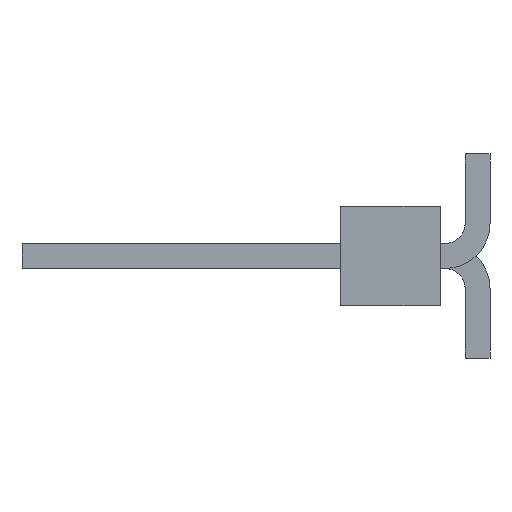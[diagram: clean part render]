
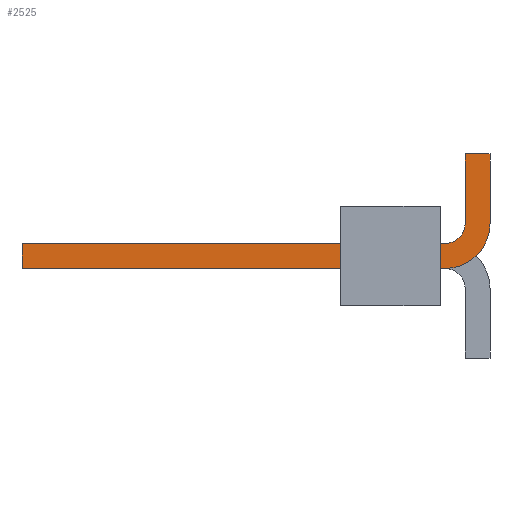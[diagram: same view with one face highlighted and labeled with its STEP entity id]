
A CAD part, left-side view. The second image highlights one B-rep face of the part: STEP entity #2525.
In plain terms, the highlighted planar face has unit normal (-1, 0, 0).
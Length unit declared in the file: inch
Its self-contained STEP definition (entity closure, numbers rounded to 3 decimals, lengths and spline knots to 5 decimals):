
#34=CIRCLE('',#2659,0.045);
#42=CIRCLE('',#2671,0.02);
#337=ORIENTED_EDGE('',*,*,#876,.T.);
#338=ORIENTED_EDGE('',*,*,#896,.F.);
#339=ORIENTED_EDGE('',*,*,#894,.F.);
#340=ORIENTED_EDGE('',*,*,#891,.F.);
#341=ORIENTED_EDGE('',*,*,#887,.T.);
#342=ORIENTED_EDGE('',*,*,#833,.F.);
#343=ORIENTED_EDGE('',*,*,#952,.F.);
#344=ORIENTED_EDGE('',*,*,#956,.F.);
#345=ORIENTED_EDGE('',*,*,#933,.F.);
#346=ORIENTED_EDGE('',*,*,#799,.F.);
#347=ORIENTED_EDGE('',*,*,#814,.F.);
#348=ORIENTED_EDGE('',*,*,#783,.F.);
#349=ORIENTED_EDGE('',*,*,#939,.F.);
#350=ORIENTED_EDGE('',*,*,#958,.F.);
#351=ORIENTED_EDGE('',*,*,#946,.F.);
#352=ORIENTED_EDGE('',*,*,#853,.F.);
#783=EDGE_CURVE('',#1143,#1144,#1383,.T.);
#799=EDGE_CURVE('',#1159,#1160,#1399,.T.);
#814=EDGE_CURVE('',#1144,#1159,#1414,.T.);
#833=EDGE_CURVE('',#1183,#1184,#1433,.T.);
#853=EDGE_CURVE('',#1203,#1204,#1453,.T.);
#876=EDGE_CURVE('',#1203,#1224,#34,.F.);
#887=EDGE_CURVE('',#1232,#1184,#42,.T.);
#891=EDGE_CURVE('',#1232,#1234,#1479,.T.);
#894=EDGE_CURVE('',#1234,#1236,#1482,.T.);
#896=EDGE_CURVE('',#1236,#1224,#1484,.T.);
#933=EDGE_CURVE('',#1160,#1255,#1515,.T.);
#939=EDGE_CURVE('',#1258,#1143,#1521,.T.);
#946=EDGE_CURVE('',#1204,#1259,#1528,.T.);
#952=EDGE_CURVE('',#1262,#1183,#1534,.T.);
#956=EDGE_CURVE('',#1255,#1262,#1538,.T.);
#958=EDGE_CURVE('',#1259,#1258,#1540,.T.);
#1143=VERTEX_POINT('',#3433);
#1144=VERTEX_POINT('',#3435);
#1159=VERTEX_POINT('',#3469);
#1160=VERTEX_POINT('',#3471);
#1183=VERTEX_POINT('',#3538);
#1184=VERTEX_POINT('',#3540);
#1203=VERTEX_POINT('',#3583);
#1204=VERTEX_POINT('',#3585);
#1224=VERTEX_POINT('',#3633);
#1232=VERTEX_POINT('',#3657);
#1234=VERTEX_POINT('',#3662);
#1236=VERTEX_POINT('',#3668);
#1255=VERTEX_POINT('',#3743);
#1258=VERTEX_POINT('',#3751);
#1259=VERTEX_POINT('',#3761);
#1262=VERTEX_POINT('',#3769);
#1383=LINE('',#3434,#1723);
#1399=LINE('',#3470,#1739);
#1414=LINE('',#3502,#1754);
#1433=LINE('',#3539,#1773);
#1453=LINE('',#3584,#1793);
#1479=LINE('',#3664,#1819);
#1482=LINE('',#3670,#1822);
#1484=LINE('',#3673,#1824);
#1515=LINE('',#3742,#1855);
#1521=LINE('',#3752,#1861);
#1528=LINE('',#3760,#1868);
#1534=LINE('',#3770,#1874);
#1538=LINE('',#3775,#1878);
#1540=LINE('',#3778,#1880);
#1723=VECTOR('',#2787,39.37008);
#1739=VECTOR('',#2811,39.37008);
#1754=VECTOR('',#2834,39.37008);
#1773=VECTOR('',#2867,39.37008);
#1793=VECTOR('',#2897,39.37008);
#1819=VECTOR('',#2969,39.37008);
#1822=VECTOR('',#2974,39.37008);
#1824=VECTOR('',#2978,39.37008);
#1855=VECTOR('',#3049,39.37008);
#1861=VECTOR('',#3055,39.37008);
#1868=VECTOR('',#3064,39.37008);
#1874=VECTOR('',#3070,39.37008);
#1878=VECTOR('',#3076,39.37008);
#1880=VECTOR('',#3080,39.37008);
#2119=EDGE_LOOP('',(#337,#338,#339,#340,#341,#342,#343,#344,#345,#346,#347,
#348,#349,#350,#351,#352));
#2265=FACE_BOUND('',#2119,.T.);
#2397=PLANE('',#2700);
#2525=ADVANCED_FACE('',(#2265),#2397,.F.);
#2659=AXIS2_PLACEMENT_3D('',#3634,#2935,#2936);
#2671=AXIS2_PLACEMENT_3D('',#3656,#2962,#2963);
#2700=AXIS2_PLACEMENT_3D('',#3788,#3089,#3090);
#2787=DIRECTION('',(0.,1.,0.));
#2811=DIRECTION('',(0.,-1.,0.));
#2834=DIRECTION('',(0.,0.,1.));
#2867=DIRECTION('',(0.,-1.,0.));
#2897=DIRECTION('',(0.,1.,0.));
#2935=DIRECTION('',(1.,0.,0.));
#2936=DIRECTION('',(0.,0.,-1.));
#2962=DIRECTION('',(1.,0.,0.));
#2963=DIRECTION('',(0.,0.,-1.));
#2969=DIRECTION('',(0.,0.,1.));
#2974=DIRECTION('',(0.,-1.,0.));
#2978=DIRECTION('',(0.,0.,-1.));
#3049=DIRECTION('',(0.,0.,1.));
#3055=DIRECTION('',(0.,0.,1.));
#3064=DIRECTION('',(0.,0.,-1.));
#3070=DIRECTION('',(0.,0.,-1.));
#3076=DIRECTION('',(0.,-1.,0.));
#3080=DIRECTION('',(0.,1.,0.));
#3089=DIRECTION('',(1.,0.,0.));
#3090=DIRECTION('',(0.,0.,-1.));
#3433=CARTESIAN_POINT('',(-0.2125,0.105,-0.0125));
#3434=CARTESIAN_POINT('',(-0.2125,0.045,-0.0125));
#3435=CARTESIAN_POINT('',(-0.2125,0.47,-0.0125));
#3469=CARTESIAN_POINT('',(-0.2125,0.47,0.0125));
#3470=CARTESIAN_POINT('',(-0.2125,0.47,0.0125));
#3471=CARTESIAN_POINT('',(-0.2125,0.105,0.0125));
#3502=CARTESIAN_POINT('',(-0.2125,0.47,-0.0125));
#3538=CARTESIAN_POINT('',(-0.2125,0.1,0.0125));
#3539=CARTESIAN_POINT('',(-0.2125,0.47,0.0125));
#3540=CARTESIAN_POINT('',(-0.2125,0.045,0.0125));
#3583=CARTESIAN_POINT('',(-0.2125,0.045,-0.0125));
#3584=CARTESIAN_POINT('',(-0.2125,0.045,-0.0125));
#3585=CARTESIAN_POINT('',(-0.2125,0.1,-0.0125));
#3633=CARTESIAN_POINT('',(-0.2125,0.,0.0325));
#3634=CARTESIAN_POINT('',(-0.2125,0.045,0.0325));
#3656=CARTESIAN_POINT('',(-0.2125,0.045,0.0325));
#3657=CARTESIAN_POINT('',(-0.2125,0.025,0.0325));
#3662=CARTESIAN_POINT('',(-0.2125,0.025,0.1025));
#3664=CARTESIAN_POINT('',(-0.2125,0.025,0.0325));
#3668=CARTESIAN_POINT('',(-0.2125,0.,0.1025));
#3670=CARTESIAN_POINT('',(-0.2125,0.025,0.1025));
#3673=CARTESIAN_POINT('',(-0.2125,0.,0.1025));
#3742=CARTESIAN_POINT('',(-0.2125,0.105,-0.0145));
#3743=CARTESIAN_POINT('',(-0.2125,0.105,0.0145));
#3751=CARTESIAN_POINT('',(-0.2125,0.105,-0.0145));
#3752=CARTESIAN_POINT('',(-0.2125,0.105,-0.0145));
#3760=CARTESIAN_POINT('',(-0.2125,0.1,0.0145));
#3761=CARTESIAN_POINT('',(-0.2125,0.1,-0.0145));
#3769=CARTESIAN_POINT('',(-0.2125,0.1,0.0145));
#3770=CARTESIAN_POINT('',(-0.2125,0.1,0.0145));
#3775=CARTESIAN_POINT('',(-0.2125,0.105,0.0145));
#3778=CARTESIAN_POINT('',(-0.2125,0.1,-0.0145));
#3788=CARTESIAN_POINT('',(-0.2125,0.,0.));
